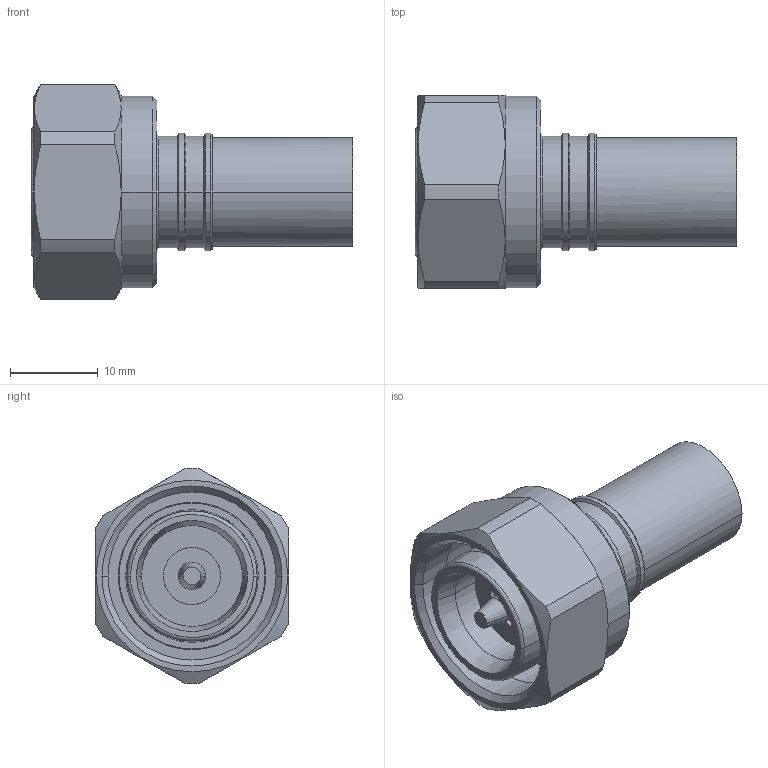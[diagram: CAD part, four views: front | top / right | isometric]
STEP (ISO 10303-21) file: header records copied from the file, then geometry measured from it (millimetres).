
FILE_DESCRIPTION (( 'STEP AP214' ), '1' );
FILE_NAME ('3190-6272(TC-400-4310M-X).STEP', '2017-11-20T02:19:51', ( '' ), ( '' ), 'SwSTEP 2.0', 'SolidWorks 2017', '' );
FILE_SCHEMA (( 'AUTOMOTIVE_DESIGN' ));
Length unit declared in the file: millimetre
Products named in the file (1): 3190-6272(TC-400-4310M-X)
Bounding box: 36.6 x 22 x 24.49 mm (x, y, z)
Volume: 5542 mm3; surface area: 5174.2 mm2
Topology: 1 solids, 1 shells, 94 faces, 210 edges, 128 vertices
Faces by surface type: cylinder 40, cone 32, plane 20, bspline 2
Entity records: 3338 total; most frequent: CARTESIAN_POINT 1233, DIRECTION 442, ORIENTED_EDGE 420, EDGE_CURVE 210, AXIS2_PLACEMENT_3D 181, VERTEX_POINT 128, EDGE_LOOP 106, ADVANCED_FACE 94
